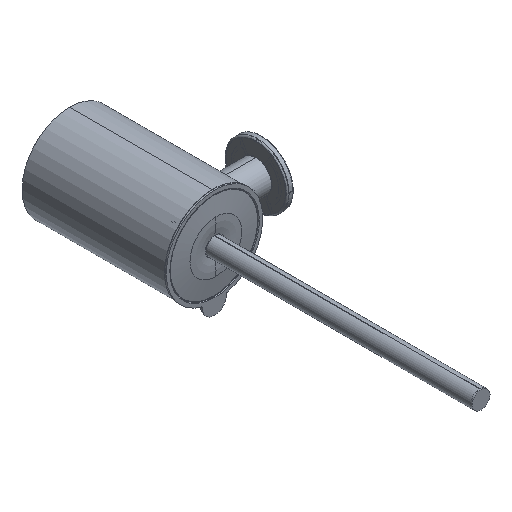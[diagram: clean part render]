
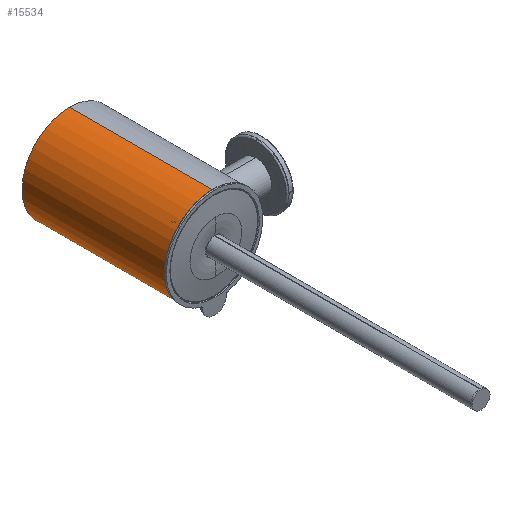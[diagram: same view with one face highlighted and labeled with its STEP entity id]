
A CAD part, isometric view. The second image highlights one B-rep face of the part: STEP entity #15534.
In plain terms, the highlighted cylindrical face has radius 40 mm (diameter 80 mm), a partial arc.
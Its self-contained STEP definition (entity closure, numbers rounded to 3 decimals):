
#1005 = VERTEX_POINT ( 'NONE', #2824 ) ;
#2080 = EDGE_CURVE ( 'NONE', #1005, #15038, #9780, .T. ) ;
#2824 = CARTESIAN_POINT ( 'NONE',  ( 0., 0., -40. ) ) ;
#2828 = DIRECTION ( 'NONE',  ( 0., 0., 1. ) ) ;
#3010 = EDGE_CURVE ( 'NONE', #1005, #3109, #24271, .T. ) ;
#3053 = EDGE_CURVE ( 'NONE', #10904, #3109, #25271, .T. ) ;
#3109 = VERTEX_POINT ( 'NONE', #23459 ) ;
#3408 = ORIENTED_EDGE ( 'NONE', *, *, #3053, .T. ) ;
#4384 = AXIS2_PLACEMENT_3D ( 'NONE', #16693, #22819, #2828 ) ;
#4551 = CARTESIAN_POINT ( 'NONE',  ( 0., 0., 40. ) ) ;
#5024 = ORIENTED_EDGE ( 'NONE', *, *, #3010, .F. ) ;
#6016 = VECTOR ( 'NONE', #25242, 1000. ) ;
#6993 = CARTESIAN_POINT ( 'NONE',  ( 0., 0., 0. ) ) ;
#9087 = DIRECTION ( 'NONE',  ( 0., 1., 0. ) ) ;
#9340 = CYLINDRICAL_SURFACE ( 'NONE', #15245, 40. ) ;
#9523 = ORIENTED_EDGE ( 'NONE', *, *, #13824, .T. ) ;
#9780 = CIRCLE ( 'NONE', #12687, 40. ) ;
#10749 = LINE ( 'NONE', #13363, #6016 ) ;
#10759 = ORIENTED_EDGE ( 'NONE', *, *, #2080, .T. ) ;
#10904 = VERTEX_POINT ( 'NONE', #18117 ) ;
#11457 = CARTESIAN_POINT ( 'NONE',  ( 0., 0., 0. ) ) ;
#12110 = CARTESIAN_POINT ( 'NONE',  ( 0., 0., -40. ) ) ;
#12687 = AXIS2_PLACEMENT_3D ( 'NONE', #11457, #19183, #21529 ) ;
#13363 = CARTESIAN_POINT ( 'NONE',  ( 0., 0., 40. ) ) ;
#13824 = EDGE_CURVE ( 'NONE', #15038, #10904, #10749, .T. ) ;
#15038 = VERTEX_POINT ( 'NONE', #4551 ) ;
#15245 = AXIS2_PLACEMENT_3D ( 'NONE', #6993, #9087, #24898 ) ;
#15534 = ADVANCED_FACE ( 'NONE', ( #19017 ), #9340, .T. ) ;
#16511 = VECTOR ( 'NONE', #20727, 1000. ) ;
#16693 = CARTESIAN_POINT ( 'NONE',  ( 0., 120., 0. ) ) ;
#18117 = CARTESIAN_POINT ( 'NONE',  ( 0., 120., 40. ) ) ;
#18899 = EDGE_LOOP ( 'NONE', ( #5024, #10759, #9523, #3408 ) ) ;
#19017 = FACE_OUTER_BOUND ( 'NONE', #18899, .T. ) ;
#19183 = DIRECTION ( 'NONE',  ( 0., 1., 0. ) ) ;
#20727 = DIRECTION ( 'NONE',  ( 0., 1., 0. ) ) ;
#21529 = DIRECTION ( 'NONE',  ( 0., 0., 1. ) ) ;
#22819 = DIRECTION ( 'NONE',  ( 0., -1., 0. ) ) ;
#23459 = CARTESIAN_POINT ( 'NONE',  ( 0., 120., -40. ) ) ;
#24271 = LINE ( 'NONE', #12110, #16511 ) ;
#24898 = DIRECTION ( 'NONE',  ( 0., 0., 1. ) ) ;
#25242 = DIRECTION ( 'NONE',  ( 0., 1., 0. ) ) ;
#25271 = CIRCLE ( 'NONE', #4384, 40. ) ;
